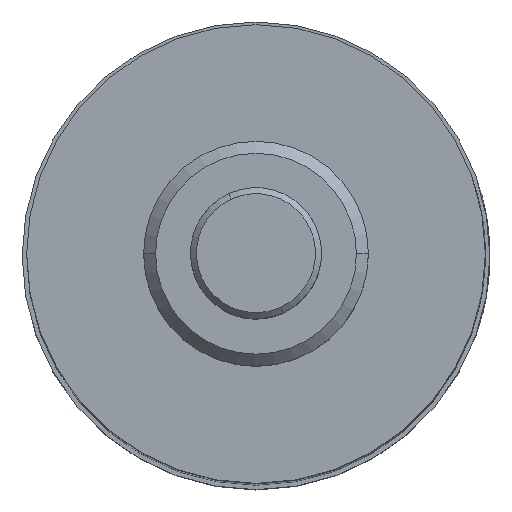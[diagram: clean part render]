
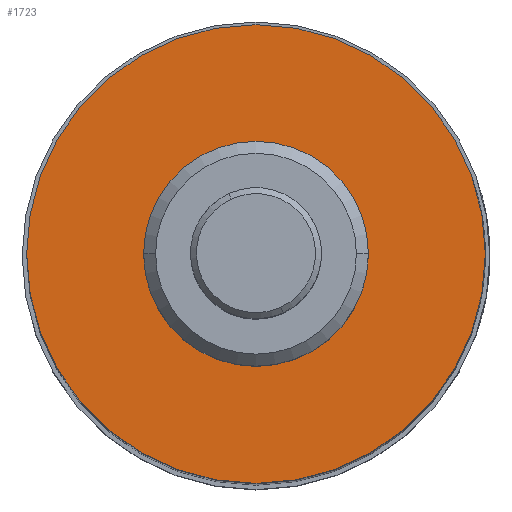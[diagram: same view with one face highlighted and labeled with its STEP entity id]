
A CAD part, top view. The second image highlights one B-rep face of the part: STEP entity #1723.
In plain terms, the highlighted planar face has unit normal (0, 0, 1).
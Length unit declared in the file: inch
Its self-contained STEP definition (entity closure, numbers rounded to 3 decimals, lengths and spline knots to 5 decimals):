
#6 = DIRECTION ( 'NONE',  ( 0., 0., 1. ) ) ;
#11 = EDGE_LOOP ( 'NONE', ( #676, #880 ) ) ;
#336 = DIRECTION ( 'NONE',  ( 0., 0., 1. ) ) ;
#410 = CARTESIAN_POINT ( 'NONE',  ( -0.765, 0., -0.88 ) ) ;
#417 = ORIENTED_EDGE ( 'NONE', *, *, #618, .F. ) ;
#441 = VERTEX_POINT ( 'NONE', #2268 ) ;
#443 = AXIS2_PLACEMENT_3D ( 'NONE', #1577, #336, #1785 ) ;
#450 = VERTEX_POINT ( 'NONE', #410 ) ;
#505 = CARTESIAN_POINT ( 'NONE',  ( 0., 0.373, -0.88 ) ) ;
#532 = FACE_BOUND ( 'NONE', #837, .T. ) ;
#618 = EDGE_CURVE ( 'NONE', #441, #2017, #1981, .T. ) ;
#638 = CIRCLE ( 'NONE', #443, 0.373 ) ;
#676 = ORIENTED_EDGE ( 'NONE', *, *, #1800, .T. ) ;
#837 = EDGE_LOOP ( 'NONE', ( #417, #2275 ) ) ;
#880 = ORIENTED_EDGE ( 'NONE', *, *, #1151, .T. ) ;
#916 = DIRECTION ( 'NONE',  ( -1., 0., 0. ) ) ;
#947 = DIRECTION ( 'NONE',  ( 0., 0., 1. ) ) ;
#969 = VERTEX_POINT ( 'NONE', #1405 ) ;
#1025 = CIRCLE ( 'NONE', #1922, 0.765 ) ;
#1109 = DIRECTION ( 'NONE',  ( 0., 0., 1. ) ) ;
#1151 = EDGE_CURVE ( 'NONE', #450, #969, #1859, .T. ) ;
#1224 = CARTESIAN_POINT ( 'NONE',  ( 0., 0., -0.88 ) ) ;
#1230 = AXIS2_PLACEMENT_3D ( 'NONE', #505, #2169, #916 ) ;
#1360 = CARTESIAN_POINT ( 'NONE',  ( -0.373, 0., -0.88 ) ) ;
#1405 = CARTESIAN_POINT ( 'NONE',  ( 0.765, 0., -0.88 ) ) ;
#1435 = DIRECTION ( 'NONE',  ( 1., 0., 0. ) ) ;
#1550 = EDGE_CURVE ( 'NONE', #2017, #441, #638, .T. ) ;
#1576 = FACE_OUTER_BOUND ( 'NONE', #11, .T. ) ;
#1577 = CARTESIAN_POINT ( 'NONE',  ( 0., 0., -0.88 ) ) ;
#1723 = ADVANCED_FACE ( 'NONE', ( #532, #1576 ), #1957, .F. ) ;
#1785 = DIRECTION ( 'NONE',  ( 1., 0., 0. ) ) ;
#1800 = EDGE_CURVE ( 'NONE', #969, #450, #1025, .T. ) ;
#1859 = CIRCLE ( 'NONE', #2273, 0.765 ) ;
#1922 = AXIS2_PLACEMENT_3D ( 'NONE', #2199, #947, #2404 ) ;
#1944 = AXIS2_PLACEMENT_3D ( 'NONE', #2356, #1109, #2576 ) ;
#1957 = PLANE ( 'NONE',  #1230 ) ;
#1981 = CIRCLE ( 'NONE', #1944, 0.373 ) ;
#2017 = VERTEX_POINT ( 'NONE', #1360 ) ;
#2169 = DIRECTION ( 'NONE',  ( 0., 0., -1. ) ) ;
#2199 = CARTESIAN_POINT ( 'NONE',  ( 0., 0., -0.88 ) ) ;
#2268 = CARTESIAN_POINT ( 'NONE',  ( 0.373, 0., -0.88 ) ) ;
#2273 = AXIS2_PLACEMENT_3D ( 'NONE', #1224, #6, #1435 ) ;
#2275 = ORIENTED_EDGE ( 'NONE', *, *, #1550, .F. ) ;
#2356 = CARTESIAN_POINT ( 'NONE',  ( 0., 0., -0.88 ) ) ;
#2404 = DIRECTION ( 'NONE',  ( 1., 0., 0. ) ) ;
#2576 = DIRECTION ( 'NONE',  ( 1., 0., 0. ) ) ;
